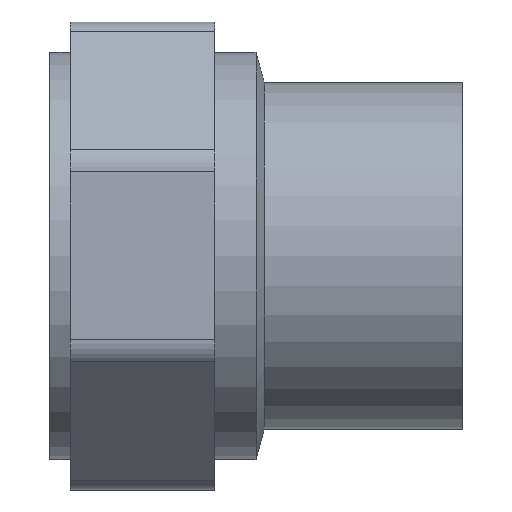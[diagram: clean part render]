
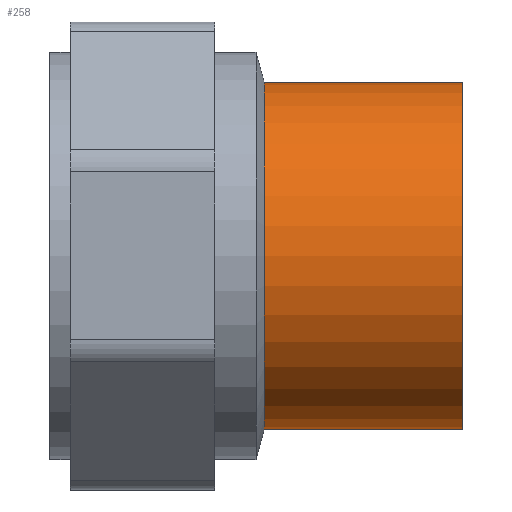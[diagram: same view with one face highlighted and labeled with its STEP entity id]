
A CAD part, top view. The second image highlights one B-rep face of the part: STEP entity #258.
In plain terms, the highlighted cylindrical face has radius 31.5 mm (diameter 63 mm), a partial arc.
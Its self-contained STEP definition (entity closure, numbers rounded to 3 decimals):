
#258 = ADVANCED_FACE( '', ( #657 ), #658, .T. );
#366 = VERTEX_POINT( '', #778 );
#372 = EDGE_CURVE( '', #436, #426, #784, .T. );
#420 = EDGE_CURVE( '', #436, #366, #836, .T. );
#426 = VERTEX_POINT( '', #842 );
#436 = VERTEX_POINT( '', #854 );
#440 = VERTEX_POINT( '', #858 );
#530 = EDGE_CURVE( '', #366, #440, #959, .T. );
#548 = EDGE_CURVE( '', #440, #426, #980, .T. );
#657 = FACE_OUTER_BOUND( '', #1110, .T. );
#658 = CYLINDRICAL_SURFACE( '', #1111, 31.5 );
#778 = CARTESIAN_POINT( '', ( 0., -31.5, 0. ) );
#784 = CIRCLE( '', #1274, 31.5 );
#836 = LINE( '', #1351, #1352 );
#842 = CARTESIAN_POINT( '', ( -36., 31.5, 0. ) );
#854 = CARTESIAN_POINT( '', ( -36., -31.5, 0. ) );
#858 = CARTESIAN_POINT( '', ( 0., 31.5, 0. ) );
#959 = CIRCLE( '', #1505, 31.5 );
#980 = LINE( '', #1533, #1534 );
#1110 = EDGE_LOOP( '', ( #1656, #1657, #1658, #1659 ) );
#1111 = AXIS2_PLACEMENT_3D( '', #1660, #1661, #1662 );
#1274 = AXIS2_PLACEMENT_3D( '', #1793, #1794, #1795 );
#1351 = CARTESIAN_POINT( '', ( -18., -31.5, 0. ) );
#1352 = VECTOR( '', #1855, 1. );
#1505 = AXIS2_PLACEMENT_3D( '', #1997, #1998, #1999 );
#1533 = CARTESIAN_POINT( '', ( -18., 31.5, 0. ) );
#1534 = VECTOR( '', #2038, 1. );
#1656 = ORIENTED_EDGE( '', *, *, #548, .T. );
#1657 = ORIENTED_EDGE( '', *, *, #372, .F. );
#1658 = ORIENTED_EDGE( '', *, *, #420, .T. );
#1659 = ORIENTED_EDGE( '', *, *, #530, .T. );
#1660 = CARTESIAN_POINT( '', ( -18., 0., 0. ) );
#1661 = DIRECTION( '', ( 1., 0., 0. ) );
#1662 = DIRECTION( '', ( 0., 1., 0. ) );
#1793 = CARTESIAN_POINT( '', ( -36., 0., 0. ) );
#1794 = DIRECTION( '', ( -1., 0., 0. ) );
#1795 = DIRECTION( '', ( 0., 1., 0. ) );
#1855 = DIRECTION( '', ( 1., 0., 0. ) );
#1997 = CARTESIAN_POINT( '', ( 0., 0., 0. ) );
#1998 = DIRECTION( '', ( -1., 0., 0. ) );
#1999 = DIRECTION( '', ( 0., 1., 0. ) );
#2038 = DIRECTION( '', ( -1., 0., 0. ) );
